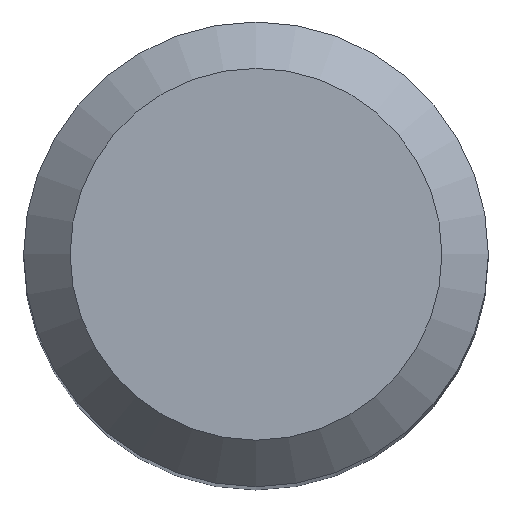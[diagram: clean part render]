
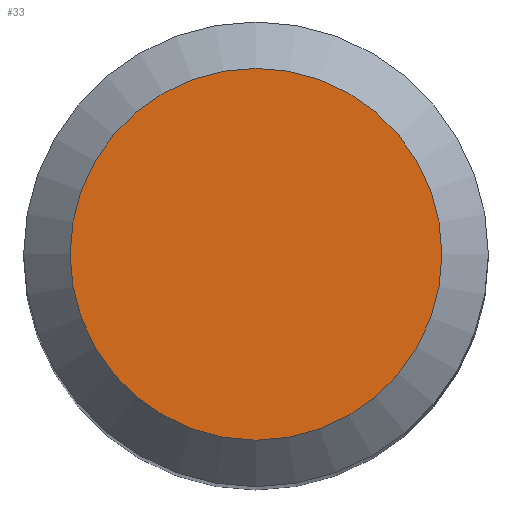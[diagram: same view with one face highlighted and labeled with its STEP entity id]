
A CAD part, top view. The second image highlights one B-rep face of the part: STEP entity #33.
In plain terms, the highlighted planar face has unit normal (0, 0, 1).
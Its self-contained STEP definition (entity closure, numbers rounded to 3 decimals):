
#2 = AXIS2_PLACEMENT_3D ( 'NONE', #221, #134, #216 ) ;
#9 = EDGE_LOOP ( 'NONE', ( #54 ) ) ;
#33 = ADVANCED_FACE ( 'NONE', ( #172 ), #87, .F. ) ;
#54 = ORIENTED_EDGE ( 'NONE', *, *, #131, .F. ) ;
#87 = PLANE ( 'NONE',  #96 ) ;
#96 = AXIS2_PLACEMENT_3D ( 'NONE', #107, #168, #173 ) ;
#107 = CARTESIAN_POINT ( 'NONE',  ( 0., 0., 89. ) ) ;
#113 = VERTEX_POINT ( 'NONE', #260 ) ;
#131 = EDGE_CURVE ( 'NONE', #113, #113, #194, .T. ) ;
#134 = DIRECTION ( 'NONE',  ( 0., 0., -1. ) ) ;
#168 = DIRECTION ( 'NONE',  ( 0., 0., -1. ) ) ;
#172 = FACE_OUTER_BOUND ( 'NONE', #9, .T. ) ;
#173 = DIRECTION ( 'NONE',  ( 0., 1., 0. ) ) ;
#194 = CIRCLE ( 'NONE', #2, 4. ) ;
#216 = DIRECTION ( 'NONE',  ( 0., 1., 0. ) ) ;
#221 = CARTESIAN_POINT ( 'NONE',  ( 0., 0., 89. ) ) ;
#260 = CARTESIAN_POINT ( 'NONE',  ( 0., 4., 89. ) ) ;
